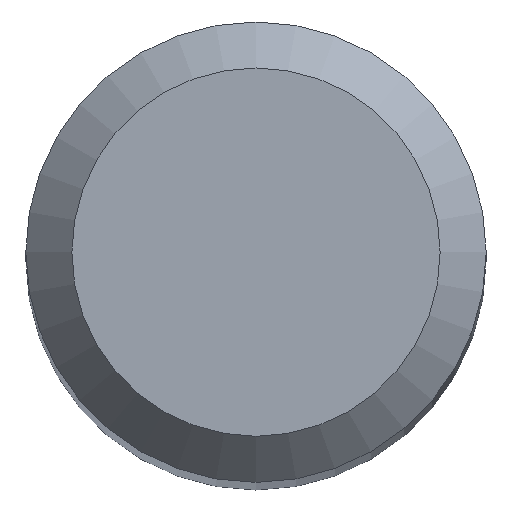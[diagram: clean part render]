
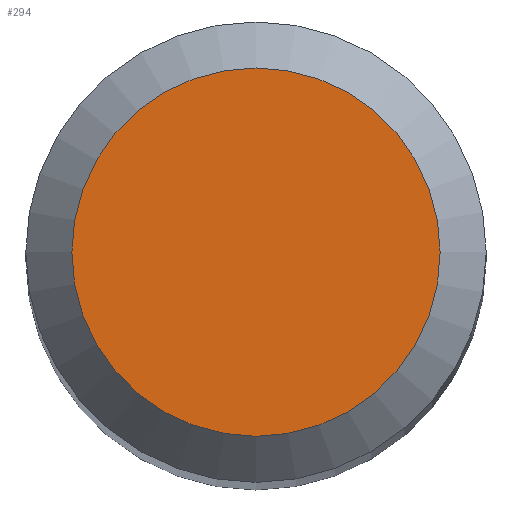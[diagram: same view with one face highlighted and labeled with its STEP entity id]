
A CAD part, top view. The second image highlights one B-rep face of the part: STEP entity #294.
In plain terms, the highlighted planar face has unit normal (0, 0, 1).
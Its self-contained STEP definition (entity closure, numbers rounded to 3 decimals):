
#8 = AXIS2_PLACEMENT_3D ( 'NONE', #176, #57, #104 ) ;
#21 = AXIS2_PLACEMENT_3D ( 'NONE', #35, #63, #202 ) ;
#22 = ORIENTED_EDGE ( 'NONE', *, *, #70, .F. ) ;
#31 = PLANE ( 'NONE',  #21 ) ;
#35 = CARTESIAN_POINT ( 'NONE',  ( 0., 0., 50. ) ) ;
#57 = DIRECTION ( 'NONE',  ( 0., 0., -1. ) ) ;
#63 = DIRECTION ( 'NONE',  ( 0., 0., -1. ) ) ;
#66 = VERTEX_POINT ( 'NONE', #292 ) ;
#70 = EDGE_CURVE ( 'NONE', #66, #66, #78, .T. ) ;
#78 = CIRCLE ( 'NONE', #8, 1.2 ) ;
#104 = DIRECTION ( 'NONE',  ( 0., 1., 0. ) ) ;
#110 = FACE_OUTER_BOUND ( 'NONE', #141, .T. ) ;
#141 = EDGE_LOOP ( 'NONE', ( #22 ) ) ;
#176 = CARTESIAN_POINT ( 'NONE',  ( 0., 0., 50. ) ) ;
#202 = DIRECTION ( 'NONE',  ( 0., 1., 0. ) ) ;
#292 = CARTESIAN_POINT ( 'NONE',  ( 0., 1.2, 50. ) ) ;
#294 = ADVANCED_FACE ( 'NONE', ( #110 ), #31, .F. ) ;
